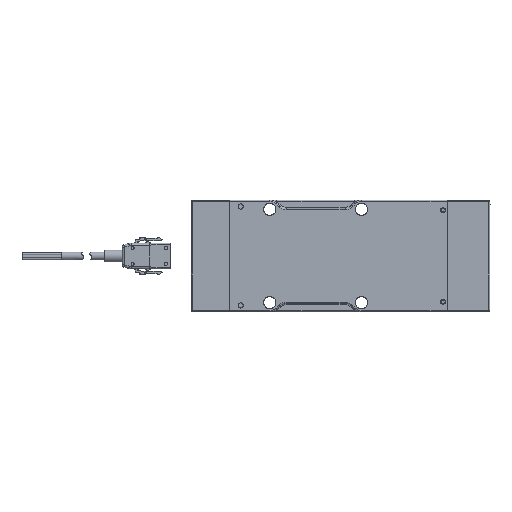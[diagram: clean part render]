
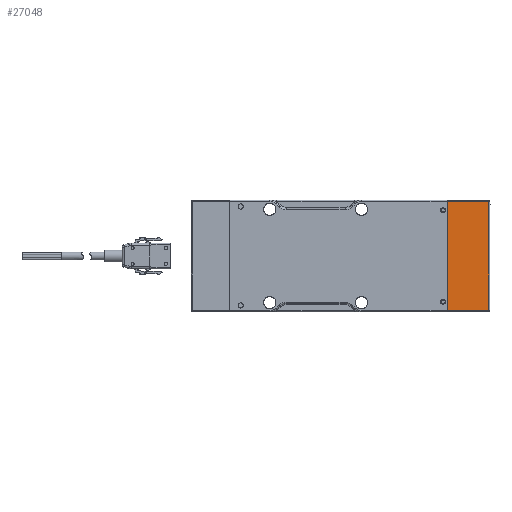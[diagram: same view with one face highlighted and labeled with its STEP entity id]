
A CAD part, top view. The second image highlights one B-rep face of the part: STEP entity #27048.
In plain terms, the highlighted planar face has unit normal (0, 0, 1).
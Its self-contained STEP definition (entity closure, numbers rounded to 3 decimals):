
#2782 = ORIENTED_EDGE ( 'NONE', *, *, #35193, .T. ) ;
#5021 = VERTEX_POINT ( 'NONE', #102571 ) ;
#9736 = PLANE ( 'NONE',  #23704 ) ;
#11455 = ORIENTED_EDGE ( 'NONE', *, *, #51987, .F. ) ;
#12721 = CARTESIAN_POINT ( 'NONE',  ( -127.081, 138.709, 4.185 ) ) ;
#16566 = VERTEX_POINT ( 'NONE', #102230 ) ;
#17493 = FACE_OUTER_BOUND ( 'NONE', #75467, .T. ) ;
#18235 = DIRECTION ( 'NONE',  ( 1., 0., 0. ) ) ;
#18320 = VECTOR ( 'NONE', #63111, 1000. ) ;
#21976 = ORIENTED_EDGE ( 'NONE', *, *, #37988, .F. ) ;
#23704 = AXIS2_PLACEMENT_3D ( 'NONE', #27452, #103541, #18235 ) ;
#26414 = VECTOR ( 'NONE', #29631, 1000. ) ;
#27048 = ADVANCED_FACE ( 'NONE', ( #17493 ), #9736, .F. ) ;
#27452 = CARTESIAN_POINT ( 'NONE',  ( -133.664, 138.709, 4.185 ) ) ;
#29631 = DIRECTION ( 'NONE',  ( 0., 1., 0. ) ) ;
#30089 = CARTESIAN_POINT ( 'NONE',  ( -127.081, 104.268, 4.185 ) ) ;
#35193 = EDGE_CURVE ( 'NONE', #16566, #56551, #39552, .T. ) ;
#35576 = VECTOR ( 'NONE', #89522, 1000. ) ;
#37988 = EDGE_CURVE ( 'NONE', #16566, #101773, #54090, .T. ) ;
#39552 = LINE ( 'NONE', #80121, #26414 ) ;
#46375 = CARTESIAN_POINT ( 'NONE',  ( -133.664, 104.268, 4.185 ) ) ;
#51987 = EDGE_CURVE ( 'NONE', #5021, #56551, #106198, .T. ) ;
#54035 = DIRECTION ( 'NONE',  ( 1., 0., 0. ) ) ;
#54090 = LINE ( 'NONE', #30089, #35576 ) ;
#54304 = CARTESIAN_POINT ( 'NONE',  ( -120.497, 138.709, 4.185 ) ) ;
#56551 = VERTEX_POINT ( 'NONE', #54304 ) ;
#62002 = CARTESIAN_POINT ( 'NONE',  ( -133.664, 121.489, 4.185 ) ) ;
#63111 = DIRECTION ( 'NONE',  ( 0., 1., 0. ) ) ;
#66993 = EDGE_CURVE ( 'NONE', #101773, #5021, #98977, .T. ) ;
#75467 = EDGE_LOOP ( 'NONE', ( #11455, #89246, #21976, #2782 ) ) ;
#80121 = CARTESIAN_POINT ( 'NONE',  ( -120.497, 121.489, 4.185 ) ) ;
#82363 = VECTOR ( 'NONE', #54035, 1000. ) ;
#89246 = ORIENTED_EDGE ( 'NONE', *, *, #66993, .F. ) ;
#89522 = DIRECTION ( 'NONE',  ( -1., 0., 0. ) ) ;
#98977 = LINE ( 'NONE', #62002, #18320 ) ;
#101773 = VERTEX_POINT ( 'NONE', #46375 ) ;
#102230 = CARTESIAN_POINT ( 'NONE',  ( -120.497, 104.268, 4.185 ) ) ;
#102571 = CARTESIAN_POINT ( 'NONE',  ( -133.664, 138.709, 4.185 ) ) ;
#103541 = DIRECTION ( 'NONE',  ( 0., 0., -1. ) ) ;
#106198 = LINE ( 'NONE', #12721, #82363 ) ;
